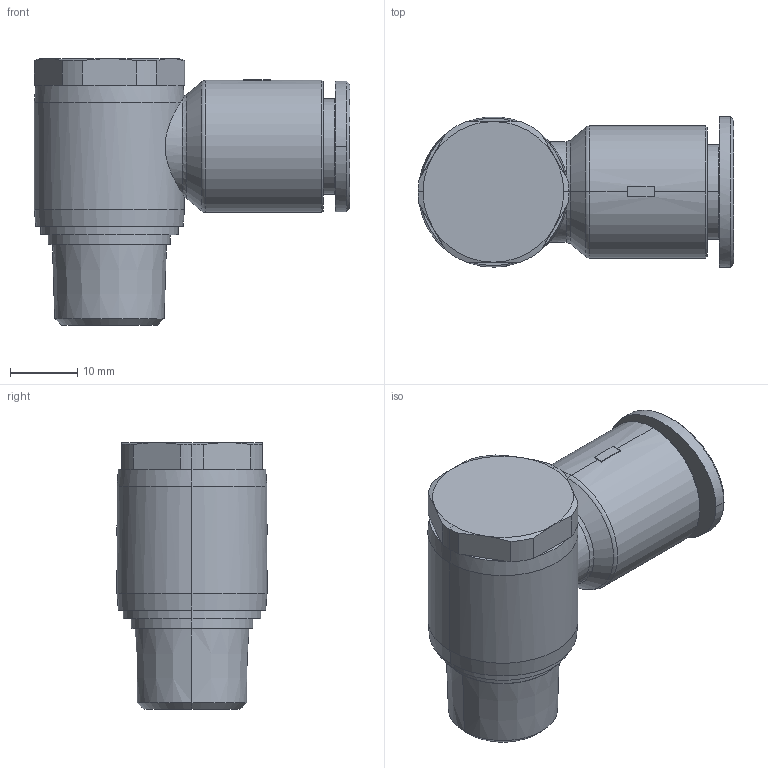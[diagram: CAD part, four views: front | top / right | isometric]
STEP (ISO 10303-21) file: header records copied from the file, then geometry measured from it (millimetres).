
FILE_DESCRIPTION((''),'2;1');
FILE_NAME('GPH_1203(3D).stp','2012-12-20T15:02:35',(''),(''),'Mechanical Desktop.R8.0.24.0','Mechanical Desktop.R8.0.24.0',', , ');
FILE_SCHEMA(('CONFIG_CONTROL_DESIGN'));
Length unit declared in the file: millimetre
Products named in the file (2): GPH_1203(3D); ºÎÇ°1
Assembly tree (1 placements, depth 2):
  GPH_1203(3D)
    ºÎÇ°1
Bounding box: 47.15 x 22.5 x 39.8 mm (x, y, z)
Volume: 14492.5 mm3; surface area: 7344.3 mm2
Topology: 1 solids, 1 shells, 431 faces, 1195 edges, 781 vertices
Faces by surface type: plane 364, cone 30, cylinder 25, bspline 10, torus 2
Entity records: 14193 total; most frequent: CARTESIAN_POINT 3101, ORIENTED_EDGE 2386, DIRECTION 2107, EDGE_CURVE 1193, VECTOR 1055, LINE 1055, VERTEX_POINT 781, AXIS2_PLACEMENT_3D 526
